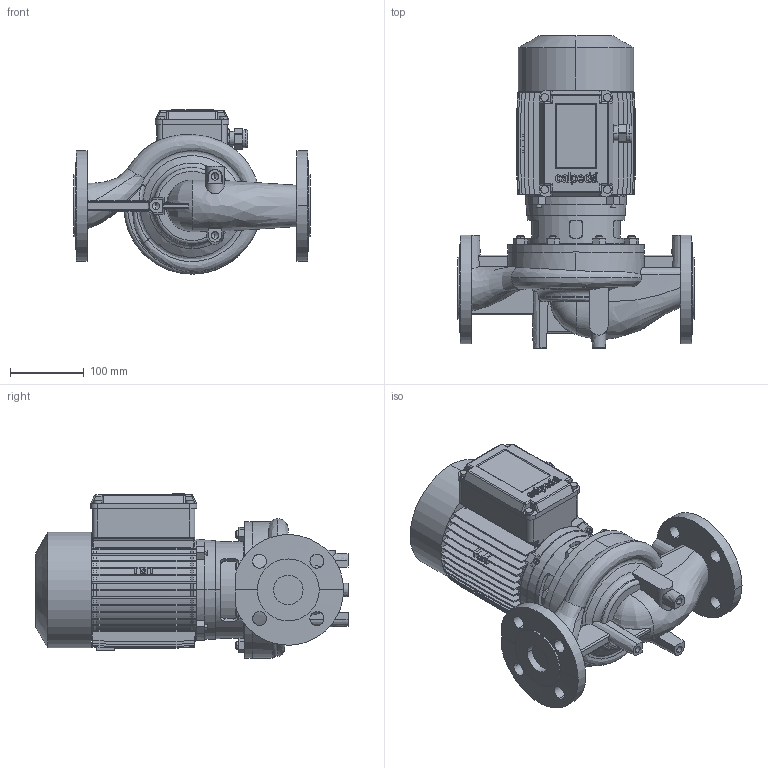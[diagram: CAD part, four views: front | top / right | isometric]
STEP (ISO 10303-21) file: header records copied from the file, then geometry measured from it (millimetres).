
FILE_DESCRIPTION (( 'STEP AP214' ), '1' );
FILE_NAME ('4.93.504.02swa01.step', '2021-05-17T08:08:25', ( '' ), ( '' ), 'SwSTEP 2.0', 'SolidWorks 2019', '' );
FILE_SCHEMA (( 'AUTOMOTIVE_DESIGN' ));
Length unit declared in the file: millimetre
Products named in the file (5): 10011521swp00_3.66.537_semplificato; NR40.125_R; 10007570swp00_80 SZ VER.; 4.93.504.02swa01; 10007670swn00_M20x1.5
Assembly tree (4 placements, depth 2):
  4.93.504.02swa01
    NR40.125_R
    10011521swp00_3.66.537_semplificato
    10007570swp00_80 SZ VER.
    10007670swn00_M20x1.5
Bounding box: 320 x 423 x 222.7 mm (x, y, z)
Volume: 8203921.1 mm3; surface area: 653033 mm2
Topology: 4 solids, 4 shells, 1357 faces, 3566 edges, 2314 vertices
Faces by surface type: plane 836, cylinder 238, cone 142, bspline 116, sphere 13, torus 12
Entity records: 53043 total; most frequent: CARTESIAN_POINT 20832, ORIENTED_EDGE 7076, DIRECTION 5878, EDGE_CURVE 3538, VERTEX_POINT 2314, LINE 2198, VECTOR 2198, AXIS2_PLACEMENT_3D 1840
